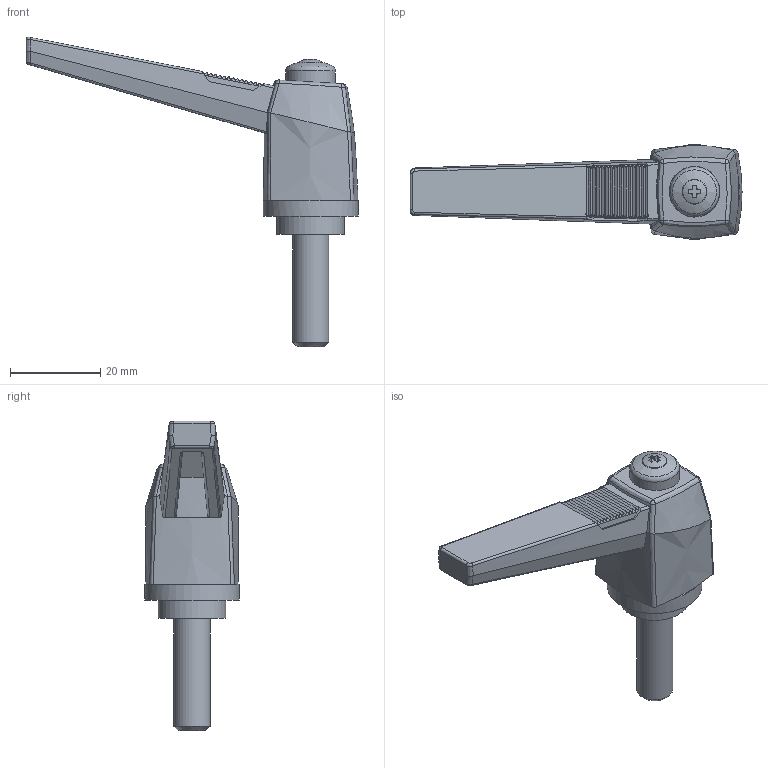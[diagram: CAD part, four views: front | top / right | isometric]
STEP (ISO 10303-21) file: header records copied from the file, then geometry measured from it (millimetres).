
FILE_DESCRIPTION( ( 'Unknown' ), '1' );
FILE_NAME( '6386030_KRPX63_M08x25.stp', 'Unknown', ( 'Unknown' ), ( 'Unknown' ), 'PSStep 14.0', 'Unknown', ' ' );
FILE_SCHEMA( ( 'AUTOMOTIVE_DESIGN { 1 0 10303 214 1 1 1 1 }' ) );
Length unit declared in the file: millimetre
Products named in the file (1): 1840020
Bounding box: 73.5 x 21 x 68.61 mm (x, y, z)
Volume: 16320.3 mm3; surface area: 6902.4 mm2
Topology: 1 solids, 3 shells, 151 faces, 388 edges, 248 vertices
Faces by surface type: plane 76, bspline 51, cylinder 15, sphere 4, torus 3, cone 2
Full cylindrical faces by diameter (mm): 3 x1, 5.5 x1, 6 x1, 8 x1, 10 x2, 11 x1, 11.2 x1, 15 x1, 21 x1
Entity records: 8997 total; most frequent: CARTESIAN_POINT 4608, ORIENTED_EDGE 724, DIRECTION 533, EDGE_CURVE 362, VERTEX_POINT 241, AXIS2_PLACEMENT_3D 219, EDGE_LOOP 176, FACE_OUTER_BOUND 166
